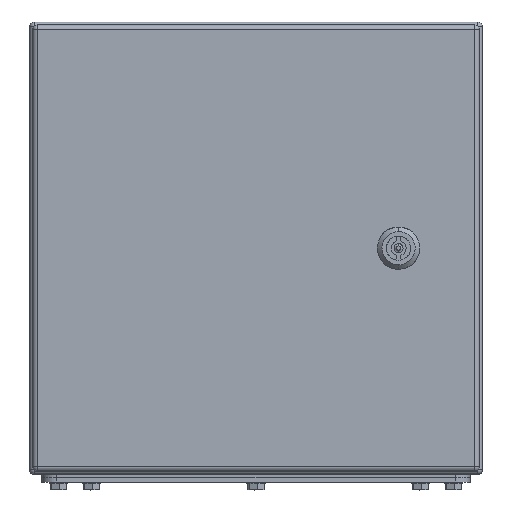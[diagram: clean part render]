
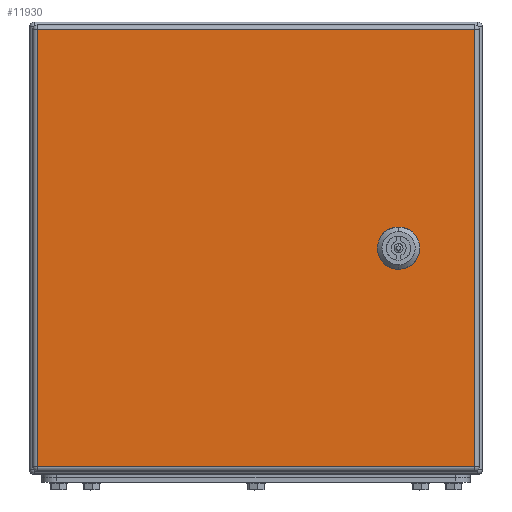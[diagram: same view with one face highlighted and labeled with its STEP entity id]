
A CAD part, top view. The second image highlights one B-rep face of the part: STEP entity #11930.
In plain terms, the highlighted planar face has unit normal (0, 0, 1).
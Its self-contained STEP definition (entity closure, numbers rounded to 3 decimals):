
#11837=AXIS2_PLACEMENT_3D('Plane Axis2P3D',#11834,#11835,#11836) ;
#11866=AXIS2_PLACEMENT_3D('Circle Axis2P3D',#11864,#11865,$) ;
#11882=AXIS2_PLACEMENT_3D('Circle Axis2P3D',#11880,#11881,$) ;
#11896=AXIS2_PLACEMENT_3D('Circle Axis2P3D',#11894,#11895,$) ;
#11910=AXIS2_PLACEMENT_3D('Circle Axis2P3D',#11908,#11909,$) ;
#11587=CARTESIAN_POINT('Vertex',(5.,15.,200.)) ;
#11590=CARTESIAN_POINT('Line Origine',(5.,160.,200.)) ;
#11594=CARTESIAN_POINT('Vertex',(5.,305.,200.)) ;
#11834=CARTESIAN_POINT('Axis2P3D Location',(150.,160.,200.)) ;
#11839=CARTESIAN_POINT('Line Origine',(295.,160.,200.)) ;
#11843=CARTESIAN_POINT('Vertex',(295.,15.,200.)) ;
#11845=CARTESIAN_POINT('Vertex',(295.,305.,200.)) ;
#11848=CARTESIAN_POINT('Line Origine',(150.,305.,200.)) ;
#11853=CARTESIAN_POINT('Line Origine',(150.,15.,200.)) ;
#11864=CARTESIAN_POINT('Axis2P3D Location',(244.5,160.,200.)) ;
#11868=CARTESIAN_POINT('Vertex',(239.863,170.25,200.)) ;
#11870=CARTESIAN_POINT('Vertex',(234.25,164.637,200.)) ;
#11873=CARTESIAN_POINT('Line Origine',(244.5,170.25,200.)) ;
#11877=CARTESIAN_POINT('Vertex',(249.137,170.25,200.)) ;
#11880=CARTESIAN_POINT('Axis2P3D Location',(244.5,160.,200.)) ;
#11884=CARTESIAN_POINT('Vertex',(254.75,164.637,200.)) ;
#11887=CARTESIAN_POINT('Line Origine',(254.75,160.,200.)) ;
#11891=CARTESIAN_POINT('Vertex',(254.75,155.363,200.)) ;
#11894=CARTESIAN_POINT('Axis2P3D Location',(244.5,160.,200.)) ;
#11898=CARTESIAN_POINT('Vertex',(249.137,149.75,200.)) ;
#11901=CARTESIAN_POINT('Line Origine',(244.5,149.75,200.)) ;
#11905=CARTESIAN_POINT('Vertex',(239.863,149.75,200.)) ;
#11908=CARTESIAN_POINT('Axis2P3D Location',(244.5,160.,200.)) ;
#11912=CARTESIAN_POINT('Vertex',(234.25,155.363,200.)) ;
#11915=CARTESIAN_POINT('Line Origine',(234.25,160.,200.)) ;
#11591=DIRECTION('Vector Direction',(0.,1.,0.)) ;
#11835=DIRECTION('Axis2P3D Direction',(0.,0.,1.)) ;
#11836=DIRECTION('Axis2P3D XDirection',(1.,0.,0.)) ;
#11840=DIRECTION('Vector Direction',(0.,1.,0.)) ;
#11849=DIRECTION('Vector Direction',(-1.,0.,0.)) ;
#11854=DIRECTION('Vector Direction',(1.,0.,0.)) ;
#11865=DIRECTION('Axis2P3D Direction',(0.,0.,1.)) ;
#11874=DIRECTION('Vector Direction',(-1.,0.,0.)) ;
#11881=DIRECTION('Axis2P3D Direction',(0.,0.,1.)) ;
#11888=DIRECTION('Vector Direction',(0.,1.,0.)) ;
#11895=DIRECTION('Axis2P3D Direction',(0.,0.,1.)) ;
#11902=DIRECTION('Vector Direction',(1.,0.,0.)) ;
#11909=DIRECTION('Axis2P3D Direction',(0.,0.,1.)) ;
#11916=DIRECTION('Vector Direction',(0.,-1.,0.)) ;
#11592=VECTOR('Line Direction',#11591,1.) ;
#11841=VECTOR('Line Direction',#11840,1.) ;
#11850=VECTOR('Line Direction',#11849,1.) ;
#11855=VECTOR('Line Direction',#11854,1.) ;
#11875=VECTOR('Line Direction',#11874,1.) ;
#11889=VECTOR('Line Direction',#11888,1.) ;
#11903=VECTOR('Line Direction',#11902,1.) ;
#11917=VECTOR('Line Direction',#11916,1.) ;
#11859=ORIENTED_EDGE('',*,*,#11847,.T.) ;
#11860=ORIENTED_EDGE('',*,*,#11852,.T.) ;
#11861=ORIENTED_EDGE('',*,*,#11596,.T.) ;
#11862=ORIENTED_EDGE('',*,*,#11857,.T.) ;
#11921=ORIENTED_EDGE('',*,*,#11872,.F.) ;
#11922=ORIENTED_EDGE('',*,*,#11879,.F.) ;
#11923=ORIENTED_EDGE('',*,*,#11886,.F.) ;
#11924=ORIENTED_EDGE('',*,*,#11893,.F.) ;
#11925=ORIENTED_EDGE('',*,*,#11900,.F.) ;
#11926=ORIENTED_EDGE('',*,*,#11907,.F.) ;
#11927=ORIENTED_EDGE('',*,*,#11914,.F.) ;
#11928=ORIENTED_EDGE('',*,*,#11919,.F.) ;
#11929=FACE_BOUND('',#11920,.T.) ;
#11930=ADVANCED_FACE('76198_ZUB_DE_QL_KEBI_300x300-1/76198_DE_QL_KEBI_300x300-2-solid1',(#11863,#11929),#11838,.T.) ;
#11867=CIRCLE('generated circle',#11866,11.25) ;
#11883=CIRCLE('generated circle',#11882,11.25) ;
#11897=CIRCLE('generated circle',#11896,11.25) ;
#11911=CIRCLE('generated circle',#11910,11.25) ;
#11596=EDGE_CURVE('',#11595,#11588,#11593,.F.) ;
#11847=EDGE_CURVE('',#11844,#11846,#11842,.T.) ;
#11852=EDGE_CURVE('',#11846,#11595,#11851,.T.) ;
#11857=EDGE_CURVE('',#11588,#11844,#11856,.T.) ;
#11872=EDGE_CURVE('',#11869,#11871,#11867,.T.) ;
#11879=EDGE_CURVE('',#11878,#11869,#11876,.T.) ;
#11886=EDGE_CURVE('',#11885,#11878,#11883,.T.) ;
#11893=EDGE_CURVE('',#11892,#11885,#11890,.T.) ;
#11900=EDGE_CURVE('',#11899,#11892,#11897,.T.) ;
#11907=EDGE_CURVE('',#11906,#11899,#11904,.T.) ;
#11914=EDGE_CURVE('',#11913,#11906,#11911,.T.) ;
#11919=EDGE_CURVE('',#11871,#11913,#11918,.T.) ;
#11858=EDGE_LOOP('',(#11859,#11860,#11861,#11862)) ;
#11920=EDGE_LOOP('',(#11921,#11922,#11923,#11924,#11925,#11926,#11927,#11928)) ;
#11863=FACE_OUTER_BOUND('',#11858,.T.) ;
#11593=LINE('Line',#11590,#11592) ;
#11842=LINE('Line',#11839,#11841) ;
#11851=LINE('Line',#11848,#11850) ;
#11856=LINE('Line',#11853,#11855) ;
#11876=LINE('Line',#11873,#11875) ;
#11890=LINE('Line',#11887,#11889) ;
#11904=LINE('Line',#11901,#11903) ;
#11918=LINE('Line',#11915,#11917) ;
#11838=PLANE('',#11837) ;
#11588=VERTEX_POINT('',#11587) ;
#11595=VERTEX_POINT('',#11594) ;
#11844=VERTEX_POINT('',#11843) ;
#11846=VERTEX_POINT('',#11845) ;
#11869=VERTEX_POINT('',#11868) ;
#11871=VERTEX_POINT('',#11870) ;
#11878=VERTEX_POINT('',#11877) ;
#11885=VERTEX_POINT('',#11884) ;
#11892=VERTEX_POINT('',#11891) ;
#11899=VERTEX_POINT('',#11898) ;
#11906=VERTEX_POINT('',#11905) ;
#11913=VERTEX_POINT('',#11912) ;
